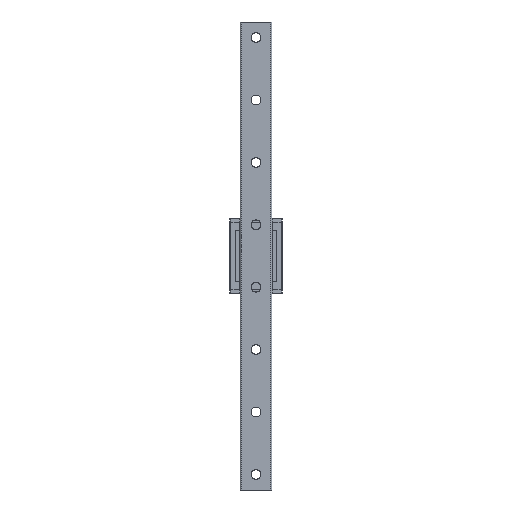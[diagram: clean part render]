
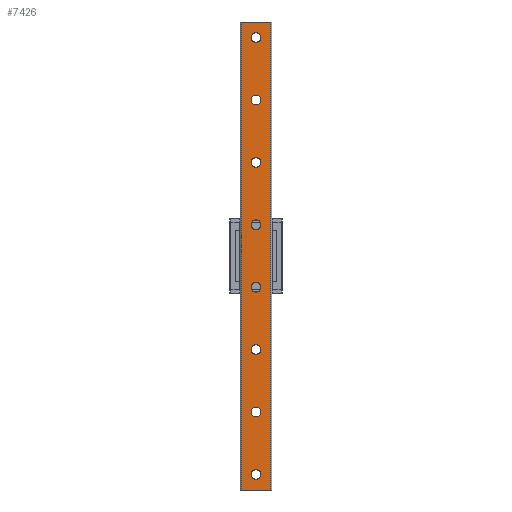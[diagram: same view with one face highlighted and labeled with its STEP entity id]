
A CAD part, front view. The second image highlights one B-rep face of the part: STEP entity #7426.
In plain terms, the highlighted planar face has unit normal (0, -1, 0).
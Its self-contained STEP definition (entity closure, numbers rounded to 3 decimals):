
#46 = EDGE_CURVE ( 'NONE', #6015, #6015, #1652, .T. ) ;
#49 = EDGE_CURVE ( 'NONE', #6016, #6016, #1656, .T. ) ;
#53 = EDGE_CURVE ( 'NONE', #6022, #6022, #1662, .T. ) ;
#54 = EDGE_CURVE ( 'NONE', #7081, #7182, #1654, .T. ) ;
#55 = EDGE_CURVE ( 'NONE', #6024, #6024, #1665, .T. ) ;
#56 = EDGE_CURVE ( 'NONE', #7110, #7192, #1663, .T. ) ;
#57 = EDGE_CURVE ( 'NONE', #6026, #6026, #1668, .T. ) ;
#58 = EDGE_CURVE ( 'NONE', #6028, #6028, #1669, .T. ) ;
#59 = EDGE_CURVE ( 'NONE', #6030, #6030, #1670, .T. ) ;
#60 = EDGE_CURVE ( 'NONE', #6032, #6032, #1672, .T. ) ;
#61 = EDGE_CURVE ( 'NONE', #7110, #7182, #1667, .T. ) ;
#62 = EDGE_CURVE ( 'NONE', #7192, #7081, #1673, .T. ) ;
#604 = ORIENTED_EDGE ( 'NONE', *, *, #55, .T. ) ;
#605 = ORIENTED_EDGE ( 'NONE', *, *, #46, .T. ) ;
#606 = ORIENTED_EDGE ( 'NONE', *, *, #49, .T. ) ;
#607 = ORIENTED_EDGE ( 'NONE', *, *, #53, .T. ) ;
#608 = ORIENTED_EDGE ( 'NONE', *, *, #57, .T. ) ;
#609 = ORIENTED_EDGE ( 'NONE', *, *, #58, .T. ) ;
#610 = ORIENTED_EDGE ( 'NONE', *, *, #59, .T. ) ;
#611 = ORIENTED_EDGE ( 'NONE', *, *, #60, .T. ) ;
#612 = ORIENTED_EDGE ( 'NONE', *, *, #61, .T. ) ;
#613 = ORIENTED_EDGE ( 'NONE', *, *, #54, .F. ) ;
#614 = ORIENTED_EDGE ( 'NONE', *, *, #62, .F. ) ;
#615 = ORIENTED_EDGE ( 'NONE', *, *, #56, .F. ) ;
#1652 = CIRCLE ( 'NONE', #1915, 1.6 ) ;
#1654 = LINE ( 'NONE', #2477, #1661 ) ;
#1656 = CIRCLE ( 'NONE', #1919, 1.6 ) ;
#1661 = VECTOR ( 'NONE', #2478, 1000. ) ;
#1662 = CIRCLE ( 'NONE', #1917, 1.6 ) ;
#1663 = LINE ( 'NONE', #2461, #1664 ) ;
#1664 = VECTOR ( 'NONE', #2471, 1000. ) ;
#1665 = CIRCLE ( 'NONE', #1920, 1.6 ) ;
#1666 = VECTOR ( 'NONE', #2419, 1000. ) ;
#1667 = LINE ( 'NONE', #2431, #1671 ) ;
#1668 = CIRCLE ( 'NONE', #1921, 1.6 ) ;
#1669 = CIRCLE ( 'NONE', #1924, 1.6 ) ;
#1670 = CIRCLE ( 'NONE', #1925, 1.6 ) ;
#1671 = VECTOR ( 'NONE', #2432, 1000. ) ;
#1672 = CIRCLE ( 'NONE', #1926, 1.6 ) ;
#1673 = LINE ( 'NONE', #2423, #1666 ) ;
#1915 = AXIS2_PLACEMENT_3D ( 'NONE', #2479, #2485, #2483 ) ;
#1917 = AXIS2_PLACEMENT_3D ( 'NONE', #2462, #2473, #2475 ) ;
#1919 = AXIS2_PLACEMENT_3D ( 'NONE', #2495, #2492, #2494 ) ;
#1920 = AXIS2_PLACEMENT_3D ( 'NONE', #2481, #2460, #2482 ) ;
#1921 = AXIS2_PLACEMENT_3D ( 'NONE', #2480, #2372, #2416 ) ;
#1924 = AXIS2_PLACEMENT_3D ( 'NONE', #2469, #2430, #2428 ) ;
#1925 = AXIS2_PLACEMENT_3D ( 'NONE', #2476, #2421, #2438 ) ;
#1926 = AXIS2_PLACEMENT_3D ( 'NONE', #2433, #2439, #2434 ) ;
#2275 = AXIS2_PLACEMENT_3D ( 'NONE', #5810, #5812, #5813 ) ;
#2372 = DIRECTION ( 'NONE',  ( 0., 1., 0. ) ) ;
#2416 = DIRECTION ( 'NONE',  ( 0., 0., 1. ) ) ;
#2419 = DIRECTION ( 'NONE',  ( 0., 0., 1. ) ) ;
#2421 = DIRECTION ( 'NONE',  ( 0., 1., 0. ) ) ;
#2423 = CARTESIAN_POINT ( 'NONE',  ( -4.7, 0., -75. ) ) ;
#2428 = DIRECTION ( 'NONE',  ( 0., 0., 1. ) ) ;
#2430 = DIRECTION ( 'NONE',  ( 0., 1., 0. ) ) ;
#2431 = CARTESIAN_POINT ( 'NONE',  ( 4.7, 0., -75. ) ) ;
#2432 = DIRECTION ( 'NONE',  ( 0., 0., 1. ) ) ;
#2433 = CARTESIAN_POINT ( 'NONE',  ( 0., 0., 70. ) ) ;
#2434 = DIRECTION ( 'NONE',  ( 0., 0., 1. ) ) ;
#2438 = DIRECTION ( 'NONE',  ( 0., 0., 1. ) ) ;
#2439 = DIRECTION ( 'NONE',  ( 0., 1., 0. ) ) ;
#2460 = DIRECTION ( 'NONE',  ( 0., 1., 0. ) ) ;
#2461 = CARTESIAN_POINT ( 'NONE',  ( -5., 0., -75. ) ) ;
#2462 = CARTESIAN_POINT ( 'NONE',  ( 0., 0., -10. ) ) ;
#2469 = CARTESIAN_POINT ( 'NONE',  ( 0., 0., 30. ) ) ;
#2471 = DIRECTION ( 'NONE',  ( -1., 0., 0. ) ) ;
#2473 = DIRECTION ( 'NONE',  ( 0., 1., 0. ) ) ;
#2475 = DIRECTION ( 'NONE',  ( 0., 0., 1. ) ) ;
#2476 = CARTESIAN_POINT ( 'NONE',  ( 0., 0., 50. ) ) ;
#2477 = CARTESIAN_POINT ( 'NONE',  ( -5., 0., 75. ) ) ;
#2478 = DIRECTION ( 'NONE',  ( 1., 0., 0. ) ) ;
#2479 = CARTESIAN_POINT ( 'NONE',  ( 0., 0., -50. ) ) ;
#2480 = CARTESIAN_POINT ( 'NONE',  ( 0., 0., 10. ) ) ;
#2481 = CARTESIAN_POINT ( 'NONE',  ( 0., 0., -70. ) ) ;
#2482 = DIRECTION ( 'NONE',  ( 0., 0., 1. ) ) ;
#2483 = DIRECTION ( 'NONE',  ( 0., 0., 1. ) ) ;
#2485 = DIRECTION ( 'NONE',  ( 0., 1., 0. ) ) ;
#2492 = DIRECTION ( 'NONE',  ( 0., 1., 0. ) ) ;
#2494 = DIRECTION ( 'NONE',  ( 0., 0., 1. ) ) ;
#2495 = CARTESIAN_POINT ( 'NONE',  ( 0., 0., -30. ) ) ;
#4773 = FACE_BOUND ( 'NONE', #6713, .T. ) ;
#4776 = FACE_BOUND ( 'NONE', #6710, .T. ) ;
#4782 = FACE_BOUND ( 'NONE', #6716, .T. ) ;
#4783 = FACE_BOUND ( 'NONE', #6709, .T. ) ;
#4785 = FACE_BOUND ( 'NONE', #6708, .T. ) ;
#4786 = FACE_BOUND ( 'NONE', #6712, .T. ) ;
#4787 = FACE_BOUND ( 'NONE', #6707, .T. ) ;
#4788 = FACE_BOUND ( 'NONE', #6711, .T. ) ;
#4789 = FACE_OUTER_BOUND ( 'NONE', #6706, .T. ) ;
#5198 = CARTESIAN_POINT ( 'NONE',  ( -4.7, 0., 75. ) ) ;
#5227 = CARTESIAN_POINT ( 'NONE',  ( 4.7, 0., -75. ) ) ;
#5299 = CARTESIAN_POINT ( 'NONE',  ( 4.7, 0., 75. ) ) ;
#5309 = CARTESIAN_POINT ( 'NONE',  ( -4.7, 0., -75. ) ) ;
#5807 = PLANE ( 'NONE',  #2275 ) ;
#5810 = CARTESIAN_POINT ( 'NONE',  ( -5., 0., 85.774 ) ) ;
#5812 = DIRECTION ( 'NONE',  ( 0., 1., 0. ) ) ;
#5813 = DIRECTION ( 'NONE',  ( 0., 0., 1. ) ) ;
#6015 = VERTEX_POINT ( 'NONE', #6020 ) ;
#6016 = VERTEX_POINT ( 'NONE', #6021 ) ;
#6020 = CARTESIAN_POINT ( 'NONE',  ( 0., 0., -48.4 ) ) ;
#6021 = CARTESIAN_POINT ( 'NONE',  ( 0., 0., -28.4 ) ) ;
#6022 = VERTEX_POINT ( 'NONE', #6023 ) ;
#6023 = CARTESIAN_POINT ( 'NONE',  ( 0., 0., -8.4 ) ) ;
#6024 = VERTEX_POINT ( 'NONE', #6025 ) ;
#6025 = CARTESIAN_POINT ( 'NONE',  ( 0., 0., -68.4 ) ) ;
#6026 = VERTEX_POINT ( 'NONE', #6027 ) ;
#6027 = CARTESIAN_POINT ( 'NONE',  ( 0., 0., 11.6 ) ) ;
#6028 = VERTEX_POINT ( 'NONE', #6029 ) ;
#6029 = CARTESIAN_POINT ( 'NONE',  ( 0., 0., 31.6 ) ) ;
#6030 = VERTEX_POINT ( 'NONE', #6031 ) ;
#6031 = CARTESIAN_POINT ( 'NONE',  ( 0., 0., 51.6 ) ) ;
#6032 = VERTEX_POINT ( 'NONE', #6033 ) ;
#6033 = CARTESIAN_POINT ( 'NONE',  ( 0., 0., 71.6 ) ) ;
#6706 = EDGE_LOOP ( 'NONE', ( #612, #613, #614, #615 ) ) ;
#6707 = EDGE_LOOP ( 'NONE', ( #611 ) ) ;
#6708 = EDGE_LOOP ( 'NONE', ( #610 ) ) ;
#6709 = EDGE_LOOP ( 'NONE', ( #609 ) ) ;
#6710 = EDGE_LOOP ( 'NONE', ( #608 ) ) ;
#6711 = EDGE_LOOP ( 'NONE', ( #607 ) ) ;
#6712 = EDGE_LOOP ( 'NONE', ( #606 ) ) ;
#6713 = EDGE_LOOP ( 'NONE', ( #605 ) ) ;
#6716 = EDGE_LOOP ( 'NONE', ( #604 ) ) ;
#7081 = VERTEX_POINT ( 'NONE', #5198 ) ;
#7110 = VERTEX_POINT ( 'NONE', #5227 ) ;
#7182 = VERTEX_POINT ( 'NONE', #5299 ) ;
#7192 = VERTEX_POINT ( 'NONE', #5309 ) ;
#7426 = ADVANCED_FACE ( 'NONE', ( #4782, #4773, #4786, #4788, #4776, #4783, #4785, #4787, #4789 ), #5807, .F. ) ;
